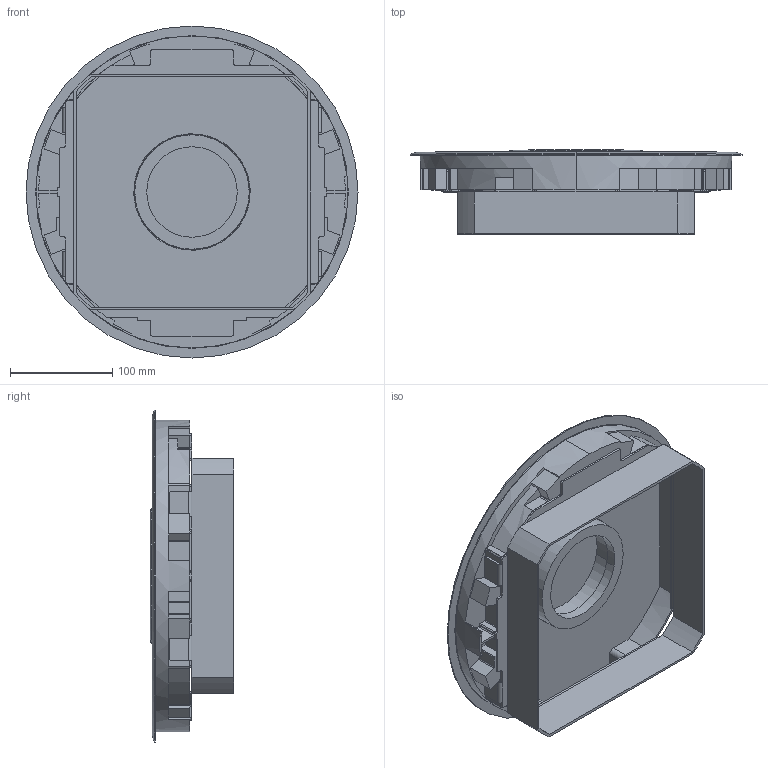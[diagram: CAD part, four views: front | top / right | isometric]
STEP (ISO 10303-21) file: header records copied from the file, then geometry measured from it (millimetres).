
FILE_DESCRIPTION (( 'STEP AP203' ), '1' );
FILE_NAME ('VANR12013TU.STEP', '2022-08-03T11:42:17', ( '' ), ( '' ), 'SwSTEP 2.0', 'SolidWorks 2019', '' );
FILE_SCHEMA (( 'CONFIG_CONTROL_DESIGN' ));
Length unit declared in the file: millimetre
Products named in the file (9): VANR12013TU; Rahmen KD R3R5 Alu_Nachbearbeitet; G8423_9005 abgeschnitten; Adapterblech VAN R12 für PA6 Rastleiter Seitenteil_Standard; Adapterblech VAN R12 für PA6 Rastleiter Scharnierseite_Standard; Rastleiter KEQ12_Standard; VAN Deckel Belag 3mm LAL_Standard; VAN R12 Rahmen mit PA6 Rastleiter_VAN R12 Deckel geschlossen; Adapterblech VAN R12 für PA6 Rastleiter Leitungsauslassseite_Standard
Assembly tree (9 placements, depth 3):
  VANR12013TU
    VAN R12 Rahmen mit PA6 Rastleiter_VAN R12 Deckel geschlossen
      Rahmen KD R3R5 Alu_Nachbearbeitet
      Rastleiter KEQ12_Standard
      Adapterblech VAN R12 für PA6 Rastleiter Leitungsauslassseite_Standard
      Adapterblech VAN R12 für PA6 Rastleiter Scharnierseite_Standard
      Adapterblech VAN R12 für PA6 Rastleiter Seitenteil_Standard  x2
    VAN Deckel Belag 3mm LAL_Standard
    G8423_9005 abgeschnitten
Bounding box: 325 x 82 x 325 mm (x, y, z)
Volume: 1046677 mm3; surface area: 451019 mm2
Topology: 9 solids, 9 shells, 373 faces, 1003 edges, 654 vertices
Faces by surface type: plane 185, cylinder 154, cone 20, torus 14
Entity records: 11375 total; most frequent: DIRECTION 1896, CARTESIAN_POINT 1863, ORIENTED_EDGE 1758, EDGE_CURVE 879, AXIS2_PLACEMENT_3D 683, VERTEX_POINT 574, VECTOR 530, LINE 530
